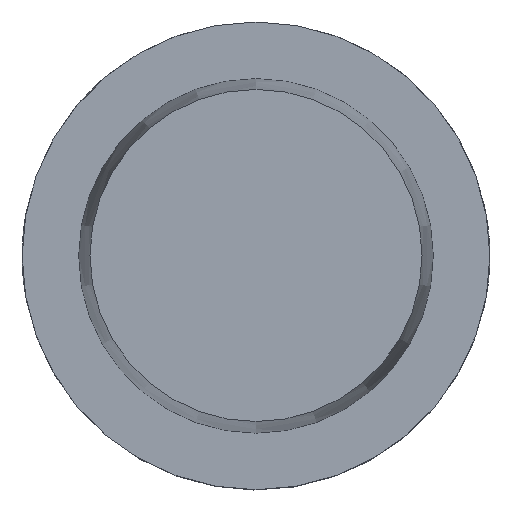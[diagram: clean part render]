
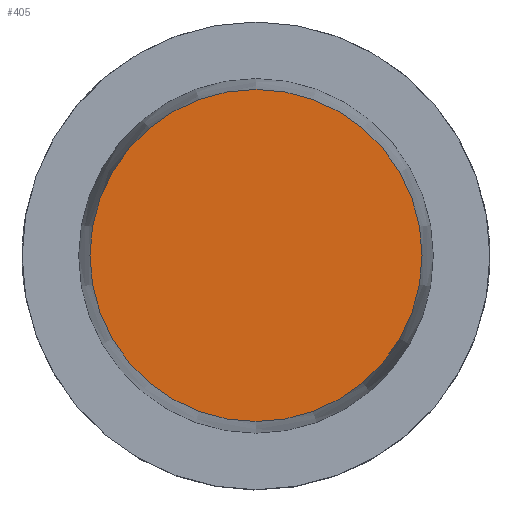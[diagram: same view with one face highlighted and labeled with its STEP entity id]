
A CAD part, top view. The second image highlights one B-rep face of the part: STEP entity #405.
In plain terms, the highlighted planar face has unit normal (0, 0, 1).
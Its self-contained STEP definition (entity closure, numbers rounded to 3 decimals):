
#381=EDGE_CURVE('240[2]',#853,#853,#854,.T.);
#405=ADVANCED_FACE('240[2]',(#883),#884,.T.);
#853=VERTEX_POINT('',#1610);
#854=CIRCLE('',#1611,35.5);
#883=FACE_OUTER_BOUND('',#1664,.T.);
#884=PLANE('',#1665);
#1610=CARTESIAN_POINT('',(0.,35.5,50.0));
#1611=AXIS2_PLACEMENT_3D('',#2421,#2422,#2423);
#1664=EDGE_LOOP('',(#2455));
#1665=AXIS2_PLACEMENT_3D('',#2456,#2457,#2458);
#2421=CARTESIAN_POINT('',(0.,0.,50.0));
#2422=DIRECTION('',(0.,0.,-1.0));
#2423=DIRECTION('',(0.,1.0,0.));
#2455=ORIENTED_EDGE('',*,*,#381,.F.);
#2456=CARTESIAN_POINT('',(0.,17.75,50.0));
#2457=DIRECTION('',(0.,0.,1.0));
#2458=DIRECTION('',(1.0,0.,0.0));
